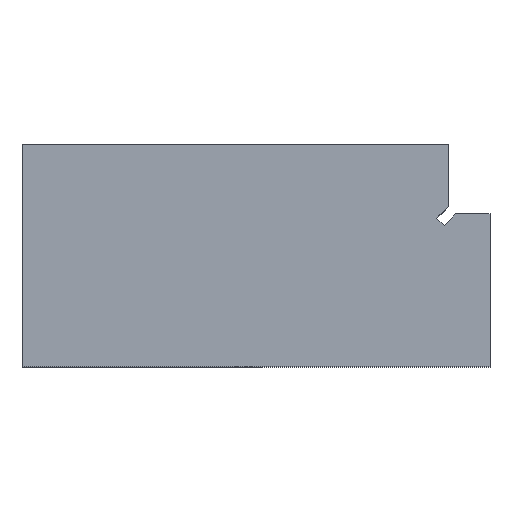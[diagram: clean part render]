
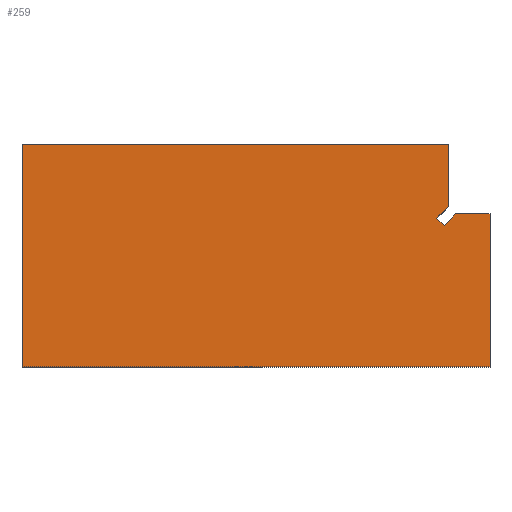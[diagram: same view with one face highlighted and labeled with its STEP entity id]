
A CAD part, top view. The second image highlights one B-rep face of the part: STEP entity #259.
In plain terms, the highlighted planar face has unit normal (0, 0, 1).
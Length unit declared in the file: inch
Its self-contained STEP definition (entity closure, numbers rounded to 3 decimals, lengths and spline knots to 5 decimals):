
#25 = CARTESIAN_POINT ( 'NONE',  ( 1.7325, 2., 0.75 ) ) ;
#59 = CARTESIAN_POINT ( 'NONE',  ( -2.1075, 2., 0.75 ) ) ;
#94 = LINE ( 'NONE', #929, #446 ) ;
#98 = EDGE_CURVE ( 'NONE', #701, #1076, #653, .T. ) ;
#183 = CARTESIAN_POINT ( 'NONE',  ( 0.09062, -0.19812, 0.75 ) ) ;
#189 = VECTOR ( 'NONE', #652, 39.37008 ) ;
#210 = CARTESIAN_POINT ( 'NONE',  ( -2.1075, 2., 0.75 ) ) ;
#230 = CARTESIAN_POINT ( 'NONE',  ( -2.1075, 2., 0.75 ) ) ;
#237 = ORIENTED_EDGE ( 'NONE', *, *, #527, .F. ) ;
#244 = ORIENTED_EDGE ( 'NONE', *, *, #581, .F. ) ;
#259 = ADVANCED_FACE ( 'NONE', ( #992 ), #659, .F. ) ;
#266 = VERTEX_POINT ( 'NONE', #457 ) ;
#272 = EDGE_CURVE ( 'NONE', #373, #1076, #957, .T. ) ;
#289 = LINE ( 'NONE', #183, #189 ) ;
#296 = CARTESIAN_POINT ( 'NONE',  ( 2.1075, 1.378, 0.75 ) ) ;
#310 = EDGE_CURVE ( 'NONE', #962, #937, #999, .T. ) ;
#316 = ORIENTED_EDGE ( 'NONE', *, *, #98, .F. ) ;
#321 = ORIENTED_EDGE ( 'NONE', *, *, #1098, .F. ) ;
#338 = ORIENTED_EDGE ( 'NONE', *, *, #1171, .F. ) ;
#340 = VECTOR ( 'NONE', #501, 39.37008 ) ;
#341 = EDGE_CURVE ( 'NONE', #962, #373, #626, .T. ) ;
#373 = VERTEX_POINT ( 'NONE', #575 ) ;
#397 = EDGE_LOOP ( 'NONE', ( #237, #338, #476, #1125, #989, #316, #244, #321, #513 ) ) ;
#423 = LINE ( 'NONE', #1064, #529 ) ;
#431 = VECTOR ( 'NONE', #1009, 39.37008 ) ;
#441 = LINE ( 'NONE', #877, #431 ) ;
#446 = VECTOR ( 'NONE', #963, 39.37008 ) ;
#457 = CARTESIAN_POINT ( 'NONE',  ( 1.79826, 1.378, 0.75 ) ) ;
#474 = VECTOR ( 'NONE', #735, 39.37008 ) ;
#476 = ORIENTED_EDGE ( 'NONE', *, *, #310, .F. ) ;
#487 = CARTESIAN_POINT ( 'NONE',  ( 1.62891, 1.34017, 0.75 ) ) ;
#501 = DIRECTION ( 'NONE',  ( 0., -1., 0. ) ) ;
#513 = ORIENTED_EDGE ( 'NONE', *, *, #1147, .F. ) ;
#527 = EDGE_CURVE ( 'NONE', #756, #1034, #289, .T. ) ;
#529 = VECTOR ( 'NONE', #803, 39.37008 ) ;
#575 = CARTESIAN_POINT ( 'NONE',  ( -2.1075, 0., 0.75 ) ) ;
#576 = VERTEX_POINT ( 'NONE', #613 ) ;
#581 = EDGE_CURVE ( 'NONE', #266, #701, #597, .T. ) ;
#585 = AXIS2_PLACEMENT_3D ( 'NONE', #210, #778, #646 ) ;
#589 = DIRECTION ( 'NONE',  ( 1., 0., 0. ) ) ;
#597 = LINE ( 'NONE', #664, #645 ) ;
#613 = CARTESIAN_POINT ( 'NONE',  ( 1.69467, 1.27441, 0.75 ) ) ;
#626 = LINE ( 'NONE', #1143, #340 ) ;
#645 = VECTOR ( 'NONE', #1176, 39.37008 ) ;
#646 = DIRECTION ( 'NONE',  ( -1., 0., 0. ) ) ;
#652 = DIRECTION ( 'NONE',  ( -0.707, -0.707, 0. ) ) ;
#653 = LINE ( 'NONE', #1106, #770 ) ;
#659 = PLANE ( 'NONE',  #585 ) ;
#663 = VECTOR ( 'NONE', #589, 39.37008 ) ;
#664 = CARTESIAN_POINT ( 'NONE',  ( -2.1075, 1.378, 0.75 ) ) ;
#701 = VERTEX_POINT ( 'NONE', #296 ) ;
#735 = DIRECTION ( 'NONE',  ( 1., 0., 0. ) ) ;
#756 = VERTEX_POINT ( 'NONE', #775 ) ;
#770 = VECTOR ( 'NONE', #1079, 39.37008 ) ;
#775 = CARTESIAN_POINT ( 'NONE',  ( 1.7325, 1.44376, 0.75 ) ) ;
#778 = DIRECTION ( 'NONE',  ( 0., 0., -1. ) ) ;
#803 = DIRECTION ( 'NONE',  ( 0., -1., 0. ) ) ;
#845 = CARTESIAN_POINT ( 'NONE',  ( -2.1075, 0., 0.75 ) ) ;
#877 = CARTESIAN_POINT ( 'NONE',  ( -0.56921, 3.53829, 0.75 ) ) ;
#929 = CARTESIAN_POINT ( 'NONE',  ( 0.15638, -0.26388, 0.75 ) ) ;
#937 = VERTEX_POINT ( 'NONE', #25 ) ;
#957 = LINE ( 'NONE', #845, #663 ) ;
#962 = VERTEX_POINT ( 'NONE', #59 ) ;
#963 = DIRECTION ( 'NONE',  ( 0.707, 0.707, 0. ) ) ;
#979 = CARTESIAN_POINT ( 'NONE',  ( 2.1075, 0., 0.75 ) ) ;
#989 = ORIENTED_EDGE ( 'NONE', *, *, #272, .T. ) ;
#992 = FACE_OUTER_BOUND ( 'NONE', #397, .T. ) ;
#999 = LINE ( 'NONE', #230, #474 ) ;
#1009 = DIRECTION ( 'NONE',  ( 0.707, -0.707, 0. ) ) ;
#1034 = VERTEX_POINT ( 'NONE', #487 ) ;
#1064 = CARTESIAN_POINT ( 'NONE',  ( 1.7325, 2., 0.75 ) ) ;
#1076 = VERTEX_POINT ( 'NONE', #979 ) ;
#1079 = DIRECTION ( 'NONE',  ( 0., -1., 0. ) ) ;
#1098 = EDGE_CURVE ( 'NONE', #576, #266, #94, .T. ) ;
#1106 = CARTESIAN_POINT ( 'NONE',  ( 2.1075, 2., 0.75 ) ) ;
#1125 = ORIENTED_EDGE ( 'NONE', *, *, #341, .T. ) ;
#1143 = CARTESIAN_POINT ( 'NONE',  ( -2.1075, 2., 0.75 ) ) ;
#1147 = EDGE_CURVE ( 'NONE', #1034, #576, #441, .T. ) ;
#1171 = EDGE_CURVE ( 'NONE', #937, #756, #423, .T. ) ;
#1176 = DIRECTION ( 'NONE',  ( 1., 0., 0. ) ) ;
